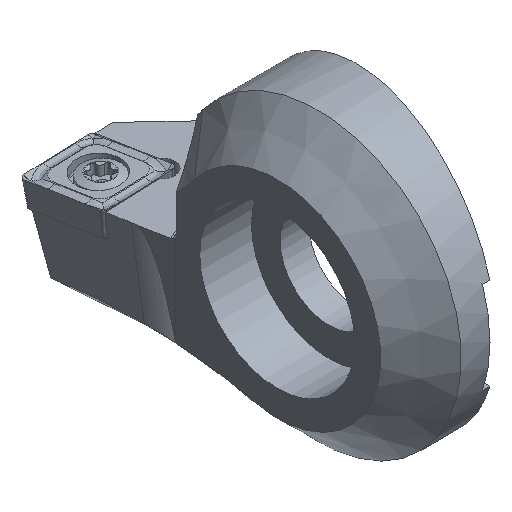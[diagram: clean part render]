
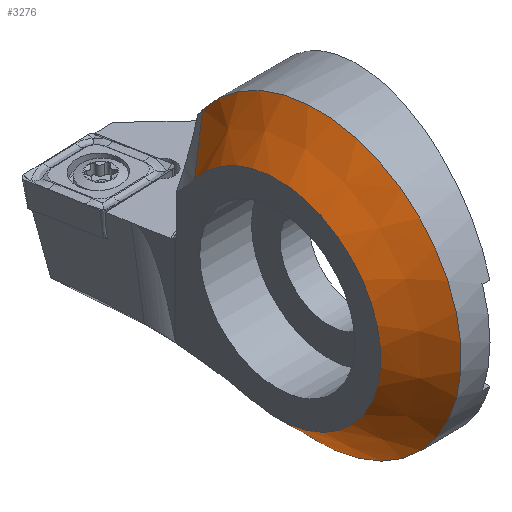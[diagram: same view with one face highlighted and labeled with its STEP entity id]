
A CAD part, isometric view. The second image highlights one B-rep face of the part: STEP entity #3276.
In plain terms, the highlighted conical face has half-angle 45 degrees and reference radius 12.5 mm.
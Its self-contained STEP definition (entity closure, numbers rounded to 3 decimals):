
#12 = CARTESIAN_POINT ( 'NONE',  ( -3.5, 0., 0. ) ) ;
#28 = ORIENTED_EDGE ( 'NONE', *, *, #3206, .F. ) ;
#267 = DIRECTION ( 'NONE',  ( -1., 0., 0. ) ) ;
#423 = ORIENTED_EDGE ( 'NONE', *, *, #1668, .T. ) ;
#442 = CIRCLE ( 'NONE', #2749, 12.5 ) ;
#613 = VECTOR ( 'NONE', #3026, 1000. ) ;
#801 = ORIENTED_EDGE ( 'NONE', *, *, #3370, .F. ) ;
#880 = DIRECTION ( 'NONE',  ( -0.707, -0.159, 0.689 ) ) ;
#889 = VERTEX_POINT ( 'NONE', #1824 ) ;
#900 = DIRECTION ( 'NONE',  ( 1., 0., 0. ) ) ;
#1088 = CIRCLE ( 'NONE', #1669, 9. ) ;
#1142 = CARTESIAN_POINT ( 'NONE',  ( -7., 7.2, 5.4 ) ) ;
#1171 = LINE ( 'NONE', #3351, #3094 ) ;
#1317 = EDGE_CURVE ( 'NONE', #889, #1831, #442, .T. ) ;
#1664 = CARTESIAN_POINT ( 'NONE',  ( -7., 0., 0. ) ) ;
#1668 = EDGE_CURVE ( 'NONE', #1831, #1891, #2233, .T. ) ;
#1669 = AXIS2_PLACEMENT_3D ( 'NONE', #1664, #2204, #2459 ) ;
#1725 = CARTESIAN_POINT ( 'NONE',  ( -7., 7.2, 5.4 ) ) ;
#1824 = CARTESIAN_POINT ( 'NONE',  ( -3.5, 2.812, -12.18 ) ) ;
#1831 = VERTEX_POINT ( 'NONE', #3357 ) ;
#1891 = VERTEX_POINT ( 'NONE', #1725 ) ;
#1951 = DIRECTION ( 'NONE',  ( 0., 0., 1. ) ) ;
#1997 = DIRECTION ( 'NONE',  ( 0., 0., -1. ) ) ;
#2204 = DIRECTION ( 'NONE',  ( -1., 0., 0. ) ) ;
#2216 = CARTESIAN_POINT ( 'NONE',  ( -7., 2.025, -8.769 ) ) ;
#2233 = LINE ( 'NONE', #1142, #613 ) ;
#2342 = FACE_OUTER_BOUND ( 'NONE', #2684, .T. ) ;
#2459 = DIRECTION ( 'NONE',  ( 0., 1., 0. ) ) ;
#2660 = AXIS2_PLACEMENT_3D ( 'NONE', #3053, #900, #1997 ) ;
#2684 = EDGE_LOOP ( 'NONE', ( #801, #3512, #423, #28 ) ) ;
#2749 = AXIS2_PLACEMENT_3D ( 'NONE', #12, #267, #1951 ) ;
#2849 = CONICAL_SURFACE ( 'NONE', #2660, 12.5, 0.785 ) ;
#3026 = DIRECTION ( 'NONE',  ( -0.707, -0.566, -0.424 ) ) ;
#3053 = CARTESIAN_POINT ( 'NONE',  ( -3.5, 0., 0. ) ) ;
#3094 = VECTOR ( 'NONE', #880, 1000. ) ;
#3158 = VERTEX_POINT ( 'NONE', #2216 ) ;
#3206 = EDGE_CURVE ( 'NONE', #3158, #1891, #1088, .T. ) ;
#3276 = ADVANCED_FACE ( 'NONE', ( #2342 ), #2849, .T. ) ;
#3351 = CARTESIAN_POINT ( 'NONE',  ( -9.05, 1.563, -6.772 ) ) ;
#3357 = CARTESIAN_POINT ( 'NONE',  ( -3.5, 10., 7.5 ) ) ;
#3370 = EDGE_CURVE ( 'NONE', #889, #3158, #1171, .T. ) ;
#3512 = ORIENTED_EDGE ( 'NONE', *, *, #1317, .T. ) ;
